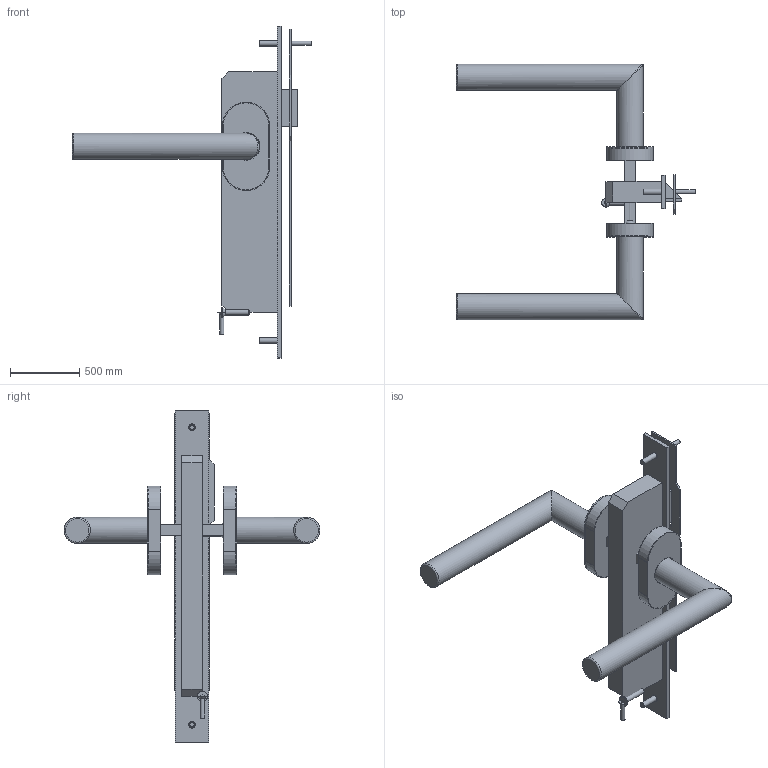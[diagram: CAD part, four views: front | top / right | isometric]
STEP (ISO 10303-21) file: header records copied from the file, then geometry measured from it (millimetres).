
FILE_DESCRIPTION(/* description */ (''),/* implementation_level */ '2;1');
FILE_NAME(/* name */ '50-050-1.stp',/* time_stamp */ '2024-08-14T08:06:22-04:00',/* author */ ('esanner'),/* organization */ (''),/* preprocessor_version */ 'ST-DEVELOPER v19',/* originating_system */ 'AutoCAD Mechanical',/* authorisation */ '');
FILE_SCHEMA (('AUTOMOTIVE_DESIGN { 1 0 10303 214 3 1 1 }'));
Length unit declared in the file: centimetre
Products named in the file (12): Product; 50-050-1; 50-050-998 Mortise no lock; M3X16FHCS-0; M3X16FHCS-0_1; M4x16FHCS-0; M4x16FHCS-0_1; 50-050-999 Turn handle; M4X20FHCS-0; M4X20FHCS-0_1; M4X20FHCS-0_2; M4X20FHCS-0_3
Assembly tree (11 placements, depth 4):
  Product
    50-050-1
      50-050-998 Mortise no lock
        M3X16FHCS-0
        M3X16FHCS-0_1
        M4x16FHCS-0
        M4x16FHCS-0_1
      50-050-999 Turn handle
        M4X20FHCS-0
        M4X20FHCS-0_1
        M4X20FHCS-0_2
        M4X20FHCS-0_3
Bounding box: 1728 x 1850 x 2400 mm (x, y, z)
Volume: 262299176.1 mm3; surface area: 9332241.1 mm2
Topology: 15 solids, 15 shells, 238 faces, 529 edges, 334 vertices
Faces by surface type: plane 153, cylinder 42, cone 39, bspline 2, torus 2
Full cylindrical faces by diameter (mm): 30 x2, 40 x6, 50 x6, 55 x1, 60 x3, 75 x6, 190 x4, 200 x2
Entity records: 6988 total; most frequent: CARTESIAN_POINT 1374, DIRECTION 1167, ORIENTED_EDGE 1050, EDGE_CURVE 525, AXIS2_PLACEMENT_3D 397, LINE 373, VECTOR 373, VERTEX_POINT 334
